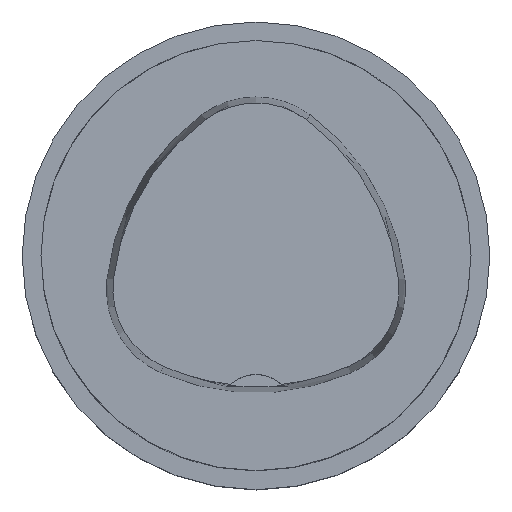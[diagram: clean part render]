
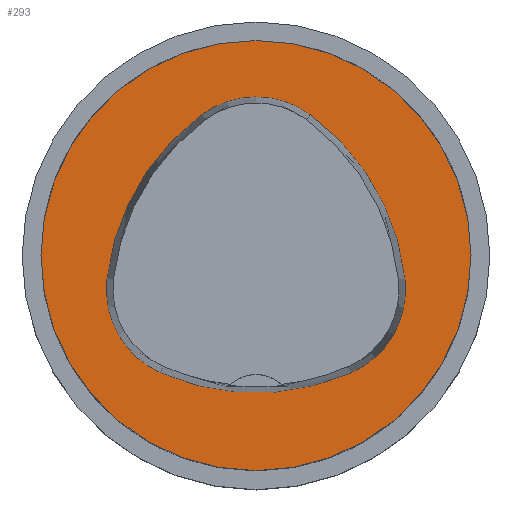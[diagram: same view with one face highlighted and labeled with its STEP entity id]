
A CAD part, top view. The second image highlights one B-rep face of the part: STEP entity #293.
In plain terms, the highlighted planar face has unit normal (0, 0, 1).
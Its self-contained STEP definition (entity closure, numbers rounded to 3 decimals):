
#293=ADVANCED_FACE('',(#406,#407),#360,.T.);
#360=PLANE('',#1142);
#406=FACE_BOUND('',#503,.T.);
#407=FACE_BOUND('',#504,.T.);
#503=EDGE_LOOP('',(#666,#667,#668,#669,#670,#671));
#504=EDGE_LOOP('',(#672));
#666=ORIENTED_EDGE('',*,*,#972,.T.);
#667=ORIENTED_EDGE('',*,*,#952,.T.);
#668=ORIENTED_EDGE('',*,*,#956,.T.);
#669=ORIENTED_EDGE('',*,*,#959,.T.);
#670=ORIENTED_EDGE('',*,*,#962,.T.);
#671=ORIENTED_EDGE('',*,*,#970,.T.);
#672=ORIENTED_EDGE('',*,*,#942,.F.);
#848=VERTEX_POINT('',#1599);
#858=VERTEX_POINT('',#1620);
#859=VERTEX_POINT('',#1621);
#862=VERTEX_POINT('',#1629);
#864=VERTEX_POINT('',#1635);
#866=VERTEX_POINT('',#1641);
#873=VERTEX_POINT('',#1662);
#942=EDGE_CURVE('',#848,#848,#1048,.T.);
#952=EDGE_CURVE('',#858,#859,#1050,.T.);
#956=EDGE_CURVE('',#859,#862,#1052,.T.);
#959=EDGE_CURVE('',#862,#864,#1054,.T.);
#962=EDGE_CURVE('',#864,#866,#1056,.T.);
#970=EDGE_CURVE('',#866,#873,#1060,.T.);
#972=EDGE_CURVE('',#873,#858,#1062,.T.);
#1048=CIRCLE('',#1113,40.0);
#1050=CIRCLE('',#1120,44.0);
#1052=CIRCLE('',#1123,17.0);
#1054=CIRCLE('',#1126,44.0);
#1056=CIRCLE('',#1129,17.0);
#1060=CIRCLE('',#1134,44.0);
#1062=CIRCLE('',#1137,17.0);
#1113=AXIS2_PLACEMENT_3D('',#1598,#1269,#1270);
#1120=AXIS2_PLACEMENT_3D('',#1619,#1287,#1288);
#1123=AXIS2_PLACEMENT_3D('',#1628,#1295,#1296);
#1126=AXIS2_PLACEMENT_3D('',#1634,#1302,#1303);
#1129=AXIS2_PLACEMENT_3D('',#1640,#1309,#1310);
#1134=AXIS2_PLACEMENT_3D('',#1663,#1321,#1322);
#1137=AXIS2_PLACEMENT_3D('',#1666,#1327,#1328);
#1142=AXIS2_PLACEMENT_3D('',#1671,#1337,#1338);
#1269=DIRECTION('',(0.0,0.0,-1.0));
#1270=DIRECTION('',(-1.0,0.0,0.0));
#1287=DIRECTION('',(0.0,0.0,-1.0));
#1288=DIRECTION('',(-1.0,0.0,0.0));
#1295=DIRECTION('',(0.0,0.0,-1.0));
#1296=DIRECTION('',(-1.0,0.0,0.0));
#1302=DIRECTION('',(0.0,0.0,-1.0));
#1303=DIRECTION('',(-1.0,0.0,0.0));
#1309=DIRECTION('',(0.0,0.0,-1.0));
#1310=DIRECTION('',(-1.0,0.0,0.0));
#1321=DIRECTION('',(0.0,0.0,-1.0));
#1322=DIRECTION('',(-1.0,0.0,0.0));
#1327=DIRECTION('',(0.0,0.0,-1.0));
#1328=DIRECTION('',(-1.0,0.0,0.0));
#1337=DIRECTION('',(0.0,0.0,1.0));
#1338=DIRECTION('',(1.0,0.0,0.0));
#1598=CARTESIAN_POINT('',(0.0,0.0,0.0));
#1599=CARTESIAN_POINT('',(-40.0,0.0,0.0));
#1619=CARTESIAN_POINT('',(16.01,-9.224,0.0));
#1620=CARTESIAN_POINT('',(-27.722,-4.378,0.0));
#1621=CARTESIAN_POINT('',(-10.119,26.178,0.0));
#1628=CARTESIAN_POINT('',(-0.023,12.5,0.0));
#1629=CARTESIAN_POINT('',(10.049,26.194,0.0));
#1634=CARTESIAN_POINT('',(-16.021,-9.25,0.0));
#1635=CARTESIAN_POINT('',(27.71,-4.394,0.0));
#1640=CARTESIAN_POINT('',(10.814,-6.27,0.0));
#1641=CARTESIAN_POINT('',(17.611,-21.852,0.0));
#1662=CARTESIAN_POINT('',(-17.652,-21.819,0.0));
#1663=CARTESIAN_POINT('',(0.017,18.477,0.0));
#1666=CARTESIAN_POINT('',(-10.825,-6.25,0.0));
#1671=CARTESIAN_POINT('',(0.0,0.0,0.0));
